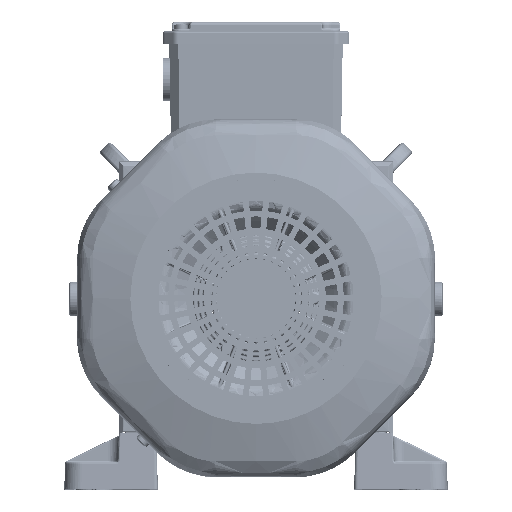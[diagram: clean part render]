
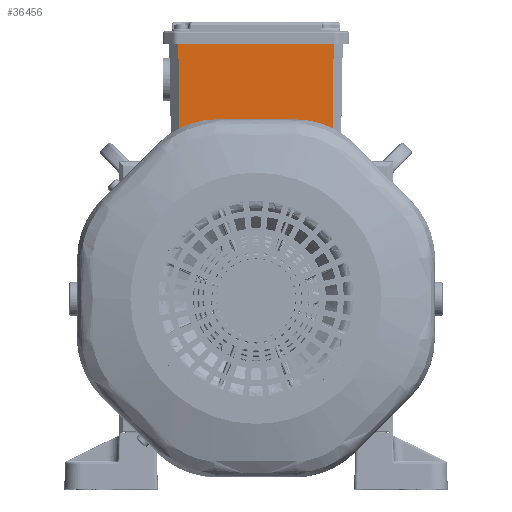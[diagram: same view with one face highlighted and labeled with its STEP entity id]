
A CAD part, top view. The second image highlights one B-rep face of the part: STEP entity #36456.
In plain terms, the highlighted planar face has unit normal (0, -0.018, 1).
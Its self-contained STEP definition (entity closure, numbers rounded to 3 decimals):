
#14884=PLANE('',#148279);
#21576=LINE('',#295493,#28807);
#21577=LINE('',#295495,#28808);
#21578=LINE('',#295497,#28809);
#21579=LINE('',#295499,#28810);
#28807=VECTOR('',#179345,1.);
#28808=VECTOR('',#179348,1.);
#28809=VECTOR('',#179349,1.);
#28810=VECTOR('',#179350,1.);
#36456=ADVANCED_FACE('',(#44253),#14884,.T.);
#44253=FACE_OUTER_BOUND('',#52219,.T.);
#52219=EDGE_LOOP('',(#86575,#86576,#86577,#86578));
#86575=ORIENTED_EDGE('',*,*,#125503,.T.);
#86576=ORIENTED_EDGE('',*,*,#125502,.F.);
#86577=ORIENTED_EDGE('',*,*,#125504,.F.);
#86578=ORIENTED_EDGE('',*,*,#125505,.T.);
#103160=VERTEX_POINT('',#295487);
#103163=VERTEX_POINT('',#295492);
#103164=VERTEX_POINT('',#295496);
#103165=VERTEX_POINT('',#295498);
#125502=EDGE_CURVE('',#103163,#103160,#21576,.T.);
#125503=EDGE_CURVE('',#103164,#103160,#21577,.T.);
#125504=EDGE_CURVE('',#103165,#103163,#21578,.T.);
#125505=EDGE_CURVE('',#103165,#103164,#21579,.T.);
#148279=AXIS2_PLACEMENT_3D('',#295500,#179351,#179352);
#179345=DIRECTION('',(-0.007,1.,0.017));
#179348=DIRECTION('',(-1.,0.,0.));
#179349=DIRECTION('',(-1.,0.,0.));
#179350=DIRECTION('',(0.007,1.,0.017));
#179351=DIRECTION('',(0.,-0.017,1.));
#179352=DIRECTION('',(0.,1.,0.017));
#295487=CARTESIAN_POINT('',(-45.548,149.5,75.408));
#295492=CARTESIAN_POINT('',(-45.172,97.5,74.5));
#295493=CARTESIAN_POINT('',(-45.172,97.5,74.5));
#295495=CARTESIAN_POINT('',(52.,149.5,75.408));
#295496=CARTESIAN_POINT('',(45.548,149.5,75.408));
#295497=CARTESIAN_POINT('',(45.172,97.5,74.5));
#295498=CARTESIAN_POINT('',(45.172,97.5,74.5));
#295499=CARTESIAN_POINT('',(45.172,97.5,74.5));
#295500=CARTESIAN_POINT('',(45.172,97.5,74.5));
